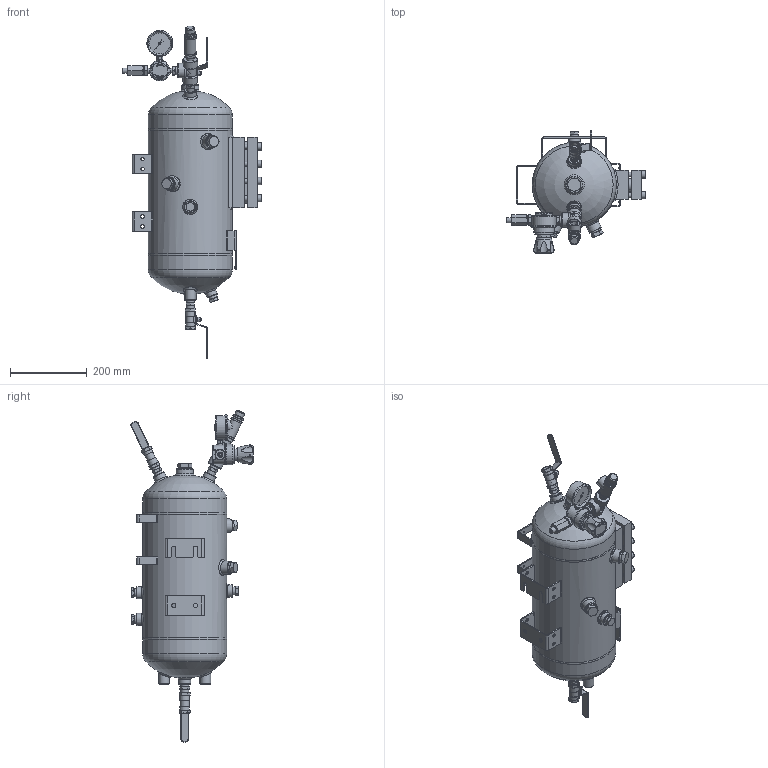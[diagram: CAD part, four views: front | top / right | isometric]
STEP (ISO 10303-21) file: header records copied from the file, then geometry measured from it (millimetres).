
FILE_DESCRIPTION(/* description */ ('Unknown'),/* implementation_level */ '2;1');
FILE_NAME(/* name */ '15LP215CCSS------',/* time_stamp */ '2023-06-05T16:13:08+01:00',/* author */ ('Unknown'),/* organization */ ('Unknown'),/* preprocessor_version */ 'ST-DEVELOPER v18.102',/* originating_system */ 'Solid Edge',/* authorisation */ 'Unknown');
FILE_SCHEMA (('AUTOMOTIVE_DESIGN {1 0 10303 214 3 1 1}'));
Length unit declared in the file: millimetre
Products named in the file (59): 3164789; 2071136; 2071579; 2071580; 2071581; 2032222; 2071564; 2071566; 2032161; 2032149; 2032158; 2033755; 2032164; 2032155; 2032147; 2071570; 2032318; 2032223; 2008870; 2012357; 2030293; 2071136_1,011_3,280_Fillet 13_oa_0; 2071136_1,011_3,280_Fillet 13_oa_1; 2051700; 2071136_1,011_3,280_Fillet 13_oa_2; 2071136_1,011_3,280_Fillet 13_oa_3; 2071136_1,011_3,280_Fillet 13_oa_4; 2071136_1,011_3,280_Fillet 13_oa_5; 2071136_1,011_3,280_Fillet 13_oa_6; 2071136_1,011_3,280_Fillet 13_oa_7; 2071136_1,011_3,280_Fillet 13_oa_8; 2071136_1,011_3,280_Fillet 13_oa_9; 2071136_1,011_3,280_Fillet 13_oa_10; 2071136_1,011_3,280_Fillet 13_oa_11; 2071136_1,011_3,280_Fillet 13_oa_12; 2071136_1,011_3,280_Fillet 13_oa_13; 2071136_1,011_3,280_Fillet 13_oa_14; 2071136_1,011_3,280_Fillet 13_oa_15; 2071136_1,011_3,280_Fillet 13_oa_16; 2071136_1,011_3,280_Fillet 13_oa_17 ...
Assembly tree (84 placements, depth 4):
  3164789
    2071136
      2071579
      2071580
      2071581
      2032222
      2071564
      2071566  x6
      2032161
        2032149
        2032158
        2033755  x8
        2032164  x2
        2032155
      2032147  x2
      2071570  x2
      2032318
      2032223  x2
      2008870
      2012357
      2030293
      2071136_1,011_3,280_Fillet 13_oa_0
      2071136_1,011_3,280_Fillet 13_oa_1
      2051700  x4
      2071136_1,011_3,280_Fillet 13_oa_2
      2071136_1,011_3,280_Fillet 13_oa_3
      2071136_1,011_3,280_Fillet 13_oa_4
      2071136_1,011_3,280_Fillet 13_oa_5
      2071136_1,011_3,280_Fillet 13_oa_6
      2071136_1,011_3,280_Fillet 13_oa_7
      2071136_1,011_3,280_Fillet 13_oa_8
      2071136_1,011_3,280_Fillet 13_oa_9
      2071136_1,011_3,280_Fillet 13_oa_10
      2071136_1,011_3,280_Fillet 13_oa_11
      2071136_1,011_3,280_Fillet 13_oa_12
      2071136_1,011_3,280_Fillet 13_oa_13
      2071136_1,011_3,280_Fillet 13_oa_14
      2071136_1,011_3,280_Fillet 13_oa_15
      2071136_1,011_3,280_Fillet 13_oa_16
      2071136_1,011_3,280_Fillet 13_oa_17
      2071136_1,011_3,280_Fillet 13_oa_18
      2071136_1,011_3,280_Fillet 13_oa_19
      2071136_1,011_3,280_Fillet 13_oa_20
      2071136_1,011_3,280_Fillet 13_oa_21
      2071136_1,011_3,280_Fillet 13_oa_22
      2071136_1,011_3,280_Fillet 13_oa_23
      2071136_1,011_3,280_Fillet 13_oa_24
      2071613
    2026378
    2026341  x2
    2026216  x3
    2061942
    2062112
    3165613
    2027565
    2074979
    2052089  x4
    2009297  x2
    2028094
Bounding box: 365.74 x 319.23 x 867.43 mm (x, y, z)
Volume: 3228374.9 mm3; surface area: 1547173.8 mm2
Topology: 109 solids, 109 shells, 1744 faces, 4006 edges, 2550 vertices
Faces by surface type: plane 877, cylinder 355, cone 348, bspline 83, torus 66, sphere 15
Full cylindrical faces by diameter (mm): 0.762 x2, 1.016 x1, 2 x4, 3.2 x4, 3.967 x2, 4 x8, 4.902 x1, 5 x4, 6.35 x5, 6.858 x2, 7.62 x2, 8 x1, 9 x8, 9.2 x2, 9.398 x1, 9.5 x2, 10 x2, 10.287 x1, 10.584 x8, 11 x2, 11.862 x3, 12.7 x16, 13 x2, 13.716 x2, 13.97 x4, 14 x8, 18 x3, 18.542 x2, 18.923 x6, 19 x2
Entity records: 61042 total; most frequent: CARTESIAN_POINT 28775, DIRECTION 5204, ORIENTED_EDGE 4874, EDGE_CURVE 2437, AXIS2_PLACEMENT_3D 1990, FACE_BOUND 1825, EDGE_LOOP 1815, VERTEX_POINT 1752
